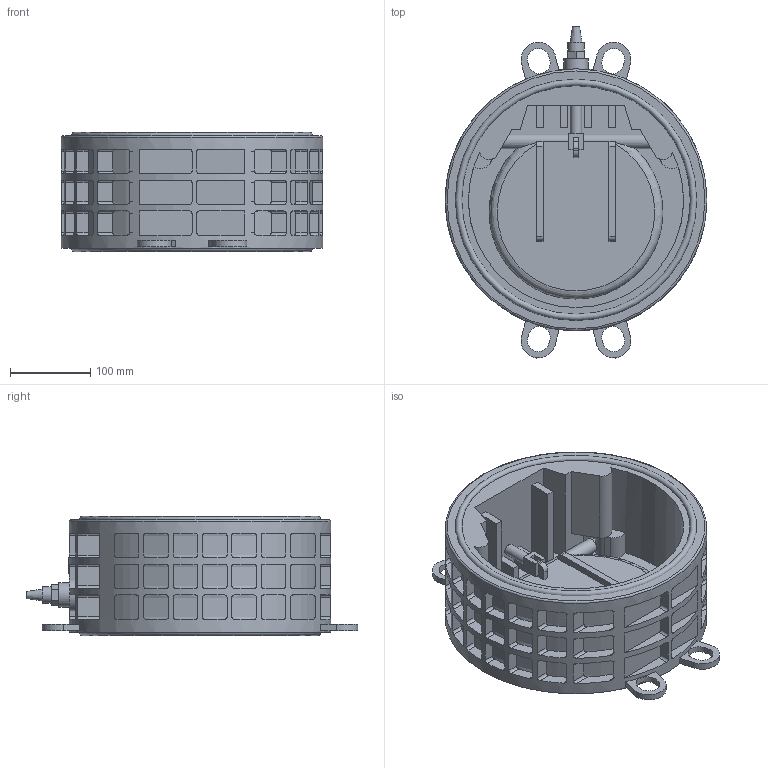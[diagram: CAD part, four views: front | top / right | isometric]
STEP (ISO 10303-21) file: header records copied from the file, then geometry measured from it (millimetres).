
FILE_DESCRIPTION(/* description */ ('PP-GR Check Valve type K4 with indicator and EPDM O-ring, Ø280/DN250, PN18/* implementation_level */ '2;1');
FILE_NAME(/* name */ 'CVK4GM-E-280',/* time_stamp */ '2021-11-25T13:21:37+01:00',/* author */ ('COAB Solutions'),/* organization */ ('GPA Flowsystem'),/* preprocessor_version */ 'ST-DEVELOPER v18.1',/* originating_system */ 'www.coabsolutions.com',/* authorisation */ 'unknown authorization');
FILE_SCHEMA (('AUTOMOTIVE_DESIGN { 1 0 10303 214 3 1 1 }'));
Length unit declared in the file: millimetre
Products named in the file (1): CVK4GM-E-280
Bounding box: 325 x 412.6 x 148 mm (x, y, z)
Volume: 4486805.4 mm3; surface area: 648804.6 mm2
Topology: 1 solids, 1 shells, 686 faces, 1832 edges, 1217 vertices
Faces by surface type: plane 358, cylinder 299, bspline 22, torus 4, sphere 2, cone 1
Full cylindrical faces by diameter (mm): 14 x1, 18.006 x1, 20 x1, 30.108 x1, 284.082 x2, 300.092 x2, 325 x1
Entity records: 28733 total; most frequent: CARTESIAN_POINT 11982, ORIENTED_EDGE 3664, DIRECTION 3107, EDGE_CURVE 1832, VERTEX_POINT 1217, AXIS2_PLACEMENT_3D 1047, LINE 1013, VECTOR 1013
